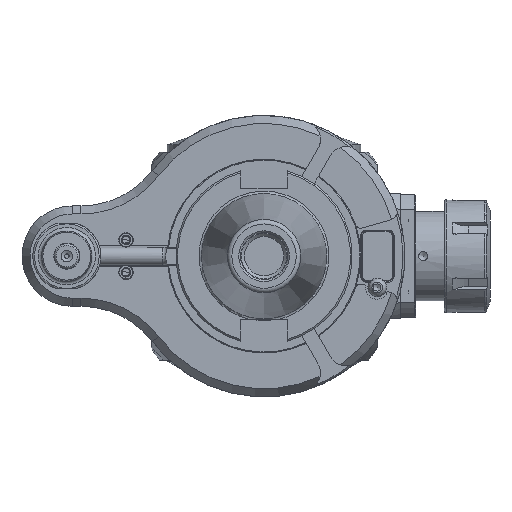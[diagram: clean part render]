
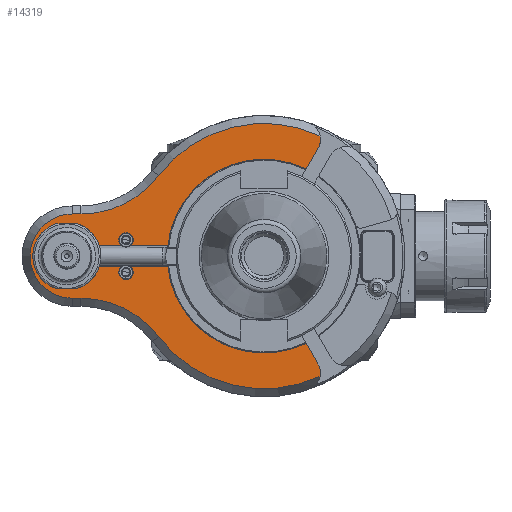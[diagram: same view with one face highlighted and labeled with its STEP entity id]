
A CAD part, left-side view. The second image highlights one B-rep face of the part: STEP entity #14319.
In plain terms, the highlighted planar face has unit normal (-1, 0, 0).
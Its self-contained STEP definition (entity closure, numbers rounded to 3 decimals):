
#642=PLANE('',#15666);
#1760=FACE_OUTER_BOUND('',#2693,.T.);
#2693=EDGE_LOOP('',(#11809,#11810,#11811,#11812,#11813,#11814,#11815,#11816,
#11817,#11818,#11819,#11820,#11821,#11822,#11823,#11824,#11825,#11826,#11827,
#11828,#11829,#11830,#11831,#11832,#11833,#11834,#11835));
#3607=LINE('',#25206,#4589);
#3625=LINE('',#25311,#4607);
#3638=LINE('',#25358,#4620);
#3639=LINE('',#25362,#4621);
#3640=LINE('',#25366,#4622);
#3641=LINE('',#25369,#4623);
#3642=LINE('',#25375,#4624);
#3643=LINE('',#25383,#4625);
#3644=LINE('',#25387,#4626);
#3645=LINE('',#25394,#4627);
#4589=VECTOR('',#18643,12.282);
#4607=VECTOR('',#18725,20.689);
#4620=VECTOR('',#18768,12.166);
#4621=VECTOR('',#18771,12.166);
#4622=VECTOR('',#18774,12.326);
#4623=VECTOR('',#18777,20.689);
#4624=VECTOR('',#18782,12.282);
#4625=VECTOR('',#18789,4.881);
#4626=VECTOR('',#18792,4.881);
#4627=VECTOR('',#18801,12.326);
#5427=CIRCLE('',#15617,4.);
#5430=CIRCLE('',#15622,10.);
#5467=CIRCLE('',#15663,4.);
#5470=CIRCLE('',#15667,19.);
#5471=CIRCLE('',#15668,19.);
#5472=CIRCLE('',#15669,19.);
#5473=CIRCLE('',#15670,4.);
#5474=CIRCLE('',#15671,54.);
#5475=CIRCLE('',#15672,1.);
#5476=CIRCLE('',#15673,10.);
#5477=CIRCLE('',#15674,74.);
#5478=CIRCLE('',#15675,54.5);
#5479=CIRCLE('',#15676,23.5);
#5480=CIRCLE('',#15677,54.5);
#5481=CIRCLE('',#15678,74.);
#5482=CIRCLE('',#15679,1.);
#5483=CIRCLE('',#15680,54.);
#6583=VERTEX_POINT('',#25187);
#6584=VERTEX_POINT('',#25189);
#6589=VERTEX_POINT('',#25200);
#6591=VERTEX_POINT('',#25204);
#6592=VERTEX_POINT('',#25208);
#6637=VERTEX_POINT('',#25308);
#6638=VERTEX_POINT('',#25310);
#6652=VERTEX_POINT('',#25345);
#6655=VERTEX_POINT('',#25354);
#6656=VERTEX_POINT('',#25355);
#6657=VERTEX_POINT('',#25357);
#6658=VERTEX_POINT('',#25359);
#6659=VERTEX_POINT('',#25361);
#6660=VERTEX_POINT('',#25363);
#6661=VERTEX_POINT('',#25365);
#6662=VERTEX_POINT('',#25368);
#6663=VERTEX_POINT('',#25370);
#6664=VERTEX_POINT('',#25372);
#6665=VERTEX_POINT('',#25374);
#6666=VERTEX_POINT('',#25376);
#6667=VERTEX_POINT('',#25378);
#6668=VERTEX_POINT('',#25380);
#6669=VERTEX_POINT('',#25382);
#6670=VERTEX_POINT('',#25384);
#6671=VERTEX_POINT('',#25386);
#6672=VERTEX_POINT('',#25388);
#6673=VERTEX_POINT('',#25391);
#8389=EDGE_CURVE('',#6584,#6583,#5427,.T.);
#8397=EDGE_CURVE('',#6589,#6591,#3607,.T.);
#8398=EDGE_CURVE('',#6592,#6589,#5430,.T.);
#8445=EDGE_CURVE('',#6637,#6638,#3625,.T.);
#8465=EDGE_CURVE('',#6637,#6652,#5467,.T.);
#8469=EDGE_CURVE('',#6655,#6656,#5470,.T.);
#8470=EDGE_CURVE('',#6657,#6656,#3638,.T.);
#8471=EDGE_CURVE('',#6657,#6658,#5471,.T.);
#8472=EDGE_CURVE('',#6659,#6658,#3639,.T.);
#8473=EDGE_CURVE('',#6659,#6660,#5472,.T.);
#8474=EDGE_CURVE('',#6661,#6660,#3640,.T.);
#8475=EDGE_CURVE('',#6661,#6584,#5473,.T.);
#8476=EDGE_CURVE('',#6662,#6583,#3641,.T.);
#8477=EDGE_CURVE('',#6662,#6663,#5474,.T.);
#8478=EDGE_CURVE('',#6663,#6664,#5475,.T.);
#8479=EDGE_CURVE('',#6664,#6665,#3642,.T.);
#8480=EDGE_CURVE('',#6665,#6666,#5476,.T.);
#8481=EDGE_CURVE('',#6666,#6667,#5477,.T.);
#8482=EDGE_CURVE('',#6667,#6668,#5478,.T.);
#8483=EDGE_CURVE('',#6669,#6668,#3643,.T.);
#8484=EDGE_CURVE('',#6669,#6670,#5479,.T.);
#8485=EDGE_CURVE('',#6671,#6670,#3644,.T.);
#8486=EDGE_CURVE('',#6671,#6672,#5480,.T.);
#8487=EDGE_CURVE('',#6672,#6592,#5481,.T.);
#8488=EDGE_CURVE('',#6591,#6673,#5482,.T.);
#8489=EDGE_CURVE('',#6673,#6638,#5483,.T.);
#8490=EDGE_CURVE('',#6655,#6652,#3645,.T.);
#11809=ORIENTED_EDGE('',*,*,#8469,.T.);
#11810=ORIENTED_EDGE('',*,*,#8470,.F.);
#11811=ORIENTED_EDGE('',*,*,#8471,.T.);
#11812=ORIENTED_EDGE('',*,*,#8472,.F.);
#11813=ORIENTED_EDGE('',*,*,#8473,.T.);
#11814=ORIENTED_EDGE('',*,*,#8474,.F.);
#11815=ORIENTED_EDGE('',*,*,#8475,.T.);
#11816=ORIENTED_EDGE('',*,*,#8389,.T.);
#11817=ORIENTED_EDGE('',*,*,#8476,.F.);
#11818=ORIENTED_EDGE('',*,*,#8477,.T.);
#11819=ORIENTED_EDGE('',*,*,#8478,.T.);
#11820=ORIENTED_EDGE('',*,*,#8479,.T.);
#11821=ORIENTED_EDGE('',*,*,#8480,.T.);
#11822=ORIENTED_EDGE('',*,*,#8481,.T.);
#11823=ORIENTED_EDGE('',*,*,#8482,.T.);
#11824=ORIENTED_EDGE('',*,*,#8483,.F.);
#11825=ORIENTED_EDGE('',*,*,#8484,.T.);
#11826=ORIENTED_EDGE('',*,*,#8485,.F.);
#11827=ORIENTED_EDGE('',*,*,#8486,.T.);
#11828=ORIENTED_EDGE('',*,*,#8487,.T.);
#11829=ORIENTED_EDGE('',*,*,#8398,.T.);
#11830=ORIENTED_EDGE('',*,*,#8397,.T.);
#11831=ORIENTED_EDGE('',*,*,#8488,.T.);
#11832=ORIENTED_EDGE('',*,*,#8489,.T.);
#11833=ORIENTED_EDGE('',*,*,#8445,.F.);
#11834=ORIENTED_EDGE('',*,*,#8465,.T.);
#11835=ORIENTED_EDGE('',*,*,#8490,.F.);
#14319=ADVANCED_FACE('',(#1760),#642,.T.);
#15617=AXIS2_PLACEMENT_3D('',#25190,#18630,#18631);
#15622=AXIS2_PLACEMENT_3D('',#25209,#18646,#18647);
#15663=AXIS2_PLACEMENT_3D('',#25347,#18757,#18758);
#15666=AXIS2_PLACEMENT_3D('',#25353,#18764,#18765);
#15667=AXIS2_PLACEMENT_3D('',#25356,#18766,#18767);
#15668=AXIS2_PLACEMENT_3D('',#25360,#18769,#18770);
#15669=AXIS2_PLACEMENT_3D('',#25364,#18772,#18773);
#15670=AXIS2_PLACEMENT_3D('',#25367,#18775,#18776);
#15671=AXIS2_PLACEMENT_3D('',#25371,#18778,#18779);
#15672=AXIS2_PLACEMENT_3D('',#25373,#18780,#18781);
#15673=AXIS2_PLACEMENT_3D('',#25377,#18783,#18784);
#15674=AXIS2_PLACEMENT_3D('',#25379,#18785,#18786);
#15675=AXIS2_PLACEMENT_3D('',#25381,#18787,#18788);
#15676=AXIS2_PLACEMENT_3D('',#25385,#18790,#18791);
#15677=AXIS2_PLACEMENT_3D('',#25389,#18793,#18794);
#15678=AXIS2_PLACEMENT_3D('',#25390,#18795,#18796);
#15679=AXIS2_PLACEMENT_3D('',#25392,#18797,#18798);
#15680=AXIS2_PLACEMENT_3D('',#25393,#18799,#18800);
#18630=DIRECTION('center_axis',(1.,0.,0.));
#18631=DIRECTION('ref_axis',(0.,0.,1.));
#18643=DIRECTION('',(0.,0.5,0.866));
#18646=DIRECTION('center_axis',(-1.,0.,0.));
#18647=DIRECTION('ref_axis',(0.,-0.979,-0.203));
#18725=DIRECTION('',(0.,-1.,0.));
#18757=DIRECTION('center_axis',(1.,0.,0.));
#18758=DIRECTION('ref_axis',(0.,-0.661,0.75));
#18764=DIRECTION('center_axis',(-1.,0.,0.));
#18765=DIRECTION('ref_axis',(0.,0.,1.));
#18766=DIRECTION('center_axis',(1.,0.,0.));
#18767=DIRECTION('ref_axis',(0.,-0.949,-0.316));
#18768=DIRECTION('',(0.,-1.,0.));
#18769=DIRECTION('center_axis',(1.,0.,0.));
#18770=DIRECTION('ref_axis',(0.,0.32,-0.947));
#18771=DIRECTION('',(0.,1.,0.));
#18772=DIRECTION('center_axis',(1.,0.,0.));
#18773=DIRECTION('ref_axis',(0.,-0.32,0.947));
#18774=DIRECTION('',(0.,1.,0.));
#18775=DIRECTION('center_axis',(1.,0.,0.));
#18776=DIRECTION('ref_axis',(0.,0.,1.));
#18777=DIRECTION('',(0.,1.,0.));
#18778=DIRECTION('center_axis',(1.,0.,0.));
#18779=DIRECTION('ref_axis',(0.,0.994,0.111));
#18780=DIRECTION('center_axis',(-1.,0.,0.));
#18781=DIRECTION('ref_axis',(0.,-0.866,-0.5));
#18782=DIRECTION('',(0.,-0.5,0.866));
#18783=DIRECTION('center_axis',(-1.,0.,0.));
#18784=DIRECTION('ref_axis',(0.,-0.866,-0.5));
#18785=DIRECTION('center_axis',(-1.,0.,0.));
#18786=DIRECTION('ref_axis',(0.,-0.422,0.907));
#18787=DIRECTION('center_axis',(1.,0.,0.));
#18788=DIRECTION('ref_axis',(0.,-0.795,-0.607));
#18789=DIRECTION('',(0.,-1.,0.));
#18790=DIRECTION('center_axis',(-1.,0.,0.));
#18791=DIRECTION('ref_axis',(0.,0.,1.));
#18792=DIRECTION('',(0.,1.,0.));
#18793=DIRECTION('center_axis',(1.,0.,0.));
#18794=DIRECTION('ref_axis',(0.,0.,1.));
#18795=DIRECTION('center_axis',(-1.,0.,0.));
#18796=DIRECTION('ref_axis',(0.,0.795,-0.607));
#18797=DIRECTION('center_axis',(-1.,0.,0.));
#18798=DIRECTION('ref_axis',(0.,-0.866,0.5));
#18799=DIRECTION('center_axis',(1.,0.,0.));
#18800=DIRECTION('ref_axis',(0.,-0.419,-0.908));
#18801=DIRECTION('',(0.,-1.,0.));
#25187=CARTESIAN_POINT('',(37.,74.354,6.));
#25189=CARTESIAN_POINT('',(37.,77.,13.));
#25190=CARTESIAN_POINT('Origin',(37.,77.,9.));
#25200=CARTESIAN_POINT('',(37.,-30.063,-60.071));
#25204=CARTESIAN_POINT('',(37.,-23.922,-49.434));
#25206=CARTESIAN_POINT('',(37.,-30.063,-60.071));
#25208=CARTESIAN_POINT('',(37.,-31.194,-67.104));
#25209=CARTESIAN_POINT('Origin',(37.,-21.403,-65.071));
#25308=CARTESIAN_POINT('',(37.,74.354,-6.));
#25310=CARTESIAN_POINT('',(37.,53.666,-6.));
#25311=CARTESIAN_POINT('',(37.,74.354,-6.));
#25345=CARTESIAN_POINT('',(37.,79.646,-6.));
#25347=CARTESIAN_POINT('Origin',(37.,77.,-9.));
#25353=CARTESIAN_POINT('Origin',(37.,-75.575,0.));
#25354=CARTESIAN_POINT('',(37.,91.972,-6.));
#25355=CARTESIAN_POINT('',(37.,103.917,-18.));
#25356=CARTESIAN_POINT('Origin',(37.,110.,0.));
#25357=CARTESIAN_POINT('',(37.,116.083,-18.));
#25358=CARTESIAN_POINT('',(37.,116.083,-18.));
#25359=CARTESIAN_POINT('',(37.,116.083,18.));
#25360=CARTESIAN_POINT('Origin',(37.,110.,0.));
#25361=CARTESIAN_POINT('',(37.,103.917,18.));
#25362=CARTESIAN_POINT('',(37.,103.917,18.));
#25363=CARTESIAN_POINT('',(37.,91.972,6.));
#25364=CARTESIAN_POINT('Origin',(37.,110.,0.));
#25365=CARTESIAN_POINT('',(37.,79.646,6.));
#25366=CARTESIAN_POINT('',(37.,79.646,6.));
#25367=CARTESIAN_POINT('Origin',(37.,77.,9.));
#25368=CARTESIAN_POINT('',(37.,53.666,6.));
#25369=CARTESIAN_POINT('',(37.,53.666,6.));
#25370=CARTESIAN_POINT('',(37.,-22.644,49.024));
#25371=CARTESIAN_POINT('Origin',(37.,0.,0.));
#25372=CARTESIAN_POINT('',(37.,-23.922,49.434));
#25373=CARTESIAN_POINT('Origin',(37.,-23.056,49.934));
#25374=CARTESIAN_POINT('',(37.,-30.063,60.071));
#25375=CARTESIAN_POINT('',(37.,-23.922,49.434));
#25376=CARTESIAN_POINT('',(37.,-31.194,67.104));
#25377=CARTESIAN_POINT('Origin',(37.,-21.403,65.071));
#25378=CARTESIAN_POINT('',(37.,58.808,44.918));
#25379=CARTESIAN_POINT('Origin',(37.,0.,0.));
#25380=CARTESIAN_POINT('',(37.,102.119,23.5));
#25381=CARTESIAN_POINT('Origin',(37.,102.119,78.));
#25382=CARTESIAN_POINT('',(37.,107.,23.5));
#25383=CARTESIAN_POINT('',(37.,107.,23.5));
#25384=CARTESIAN_POINT('',(37.,107.,-23.5));
#25385=CARTESIAN_POINT('Origin',(37.,107.,0.));
#25386=CARTESIAN_POINT('',(37.,102.119,-23.5));
#25387=CARTESIAN_POINT('',(37.,102.119,-23.5));
#25388=CARTESIAN_POINT('',(37.,58.808,-44.918));
#25389=CARTESIAN_POINT('Origin',(37.,102.119,-78.));
#25390=CARTESIAN_POINT('Origin',(37.,0.,0.));
#25391=CARTESIAN_POINT('',(37.,-22.637,-49.026));
#25392=CARTESIAN_POINT('Origin',(37.,-23.056,-49.934));
#25393=CARTESIAN_POINT('Origin',(37.,0.,0.));
#25394=CARTESIAN_POINT('',(37.,91.972,-6.));
